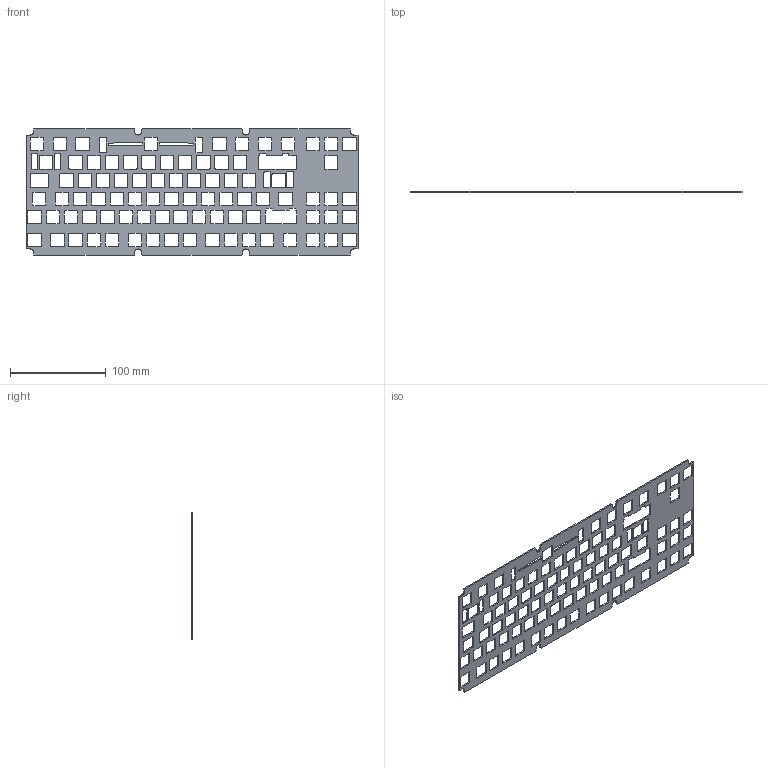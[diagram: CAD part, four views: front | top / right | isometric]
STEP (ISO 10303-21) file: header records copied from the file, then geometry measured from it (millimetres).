
FILE_DESCRIPTION (( 'STEP AP214' ), '1' );
FILE_NAME ('Plate1.6 ANSI POM.STEP', '2022-01-25T23:18:43', ( '' ), ( '' ), 'SwSTEP 2.0', 'SolidWorks 2018', '' );
FILE_SCHEMA (( 'AUTOMOTIVE_DESIGN' ));
Length unit declared in the file: millimetre
Products named in the file (1): Plate1.6 ANSI POM
Bounding box: 346.61 x 1.5 x 132.01 mm (x, y, z)
Volume: 39792.2 mm3; surface area: 62617.6 mm2
Topology: 1 solids, 1 shells, 838 faces, 2508 edges, 1672 vertices
Faces by surface type: plane 426, cylinder 412
Entity records: 28854 total; most frequent: CARTESIAN_POINT 5019, ORIENTED_EDGE 5016, DIRECTION 5010, EDGE_CURVE 2508, LINE 1684, VECTOR 1684, VERTEX_POINT 1672, AXIS2_PLACEMENT_3D 1663
